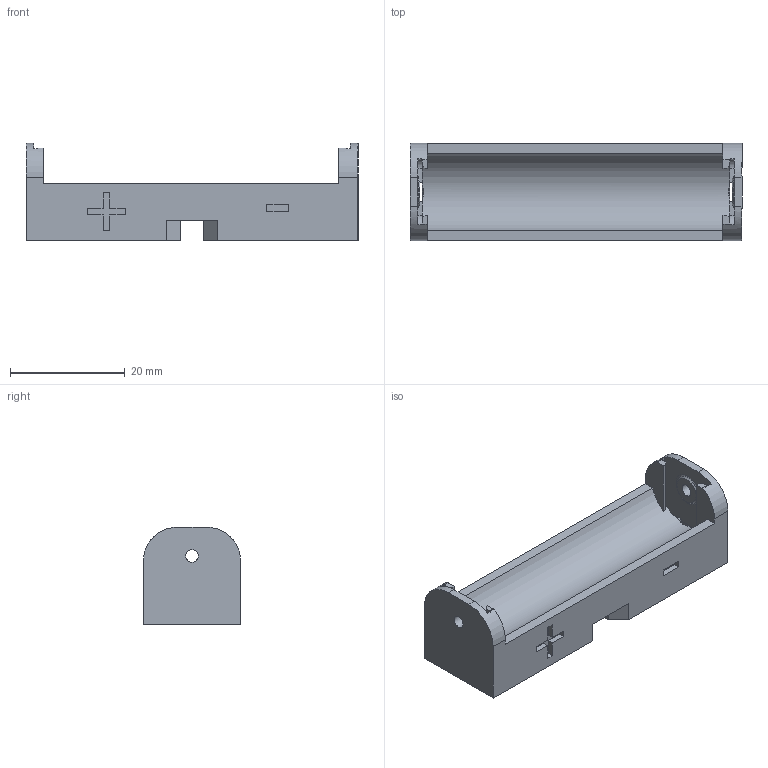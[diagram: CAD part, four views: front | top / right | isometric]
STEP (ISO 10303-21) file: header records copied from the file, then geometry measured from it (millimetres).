
FILE_DESCRIPTION(/* description */ (''),/* implementation_level */ '2;1');
FILE_NAME(/* name */ 'single_aa_14500_tray.step',/* time_stamp */ '2025-10-09T01:09:43+02:00',/* author */ (''),/* organization */ (''),/* preprocessor_version */ 'ST-DEVELOPER v20.1',/* originating_system */ 'Autodesk Translation Framework v14.17.0.0',/* authorisation */ '');
FILE_SCHEMA (('AUTOMOTIVE_DESIGN { 1 0 10303 214 3 1 1 }'));
Length unit declared in the file: millimetre
Products named in the file (2): single_aa/14500_tray; tray
Assembly tree (1 placements, depth 2):
  single_aa/14500_tray
    tray
Bounding box: 57.83 x 17 x 17 mm (x, y, z)
Volume: 6575.5 mm3; surface area: 4969.8 mm2
Topology: 1 solids, 1 shells, 126 faces, 370 edges, 246 vertices
Faces by surface type: plane 99, cylinder 15, bspline 4, cone 4, torus 4
Full cylindrical faces by diameter (mm): 2.19 x2
Entity records: 4375 total; most frequent: CARTESIAN_POINT 943, ORIENTED_EDGE 740, DIRECTION 662, EDGE_CURVE 370, LINE 288, VECTOR 288, VERTEX_POINT 246, AXIS2_PLACEMENT_3D 187
